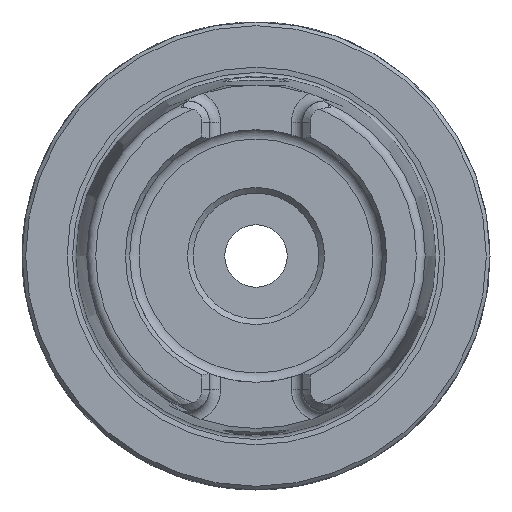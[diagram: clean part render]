
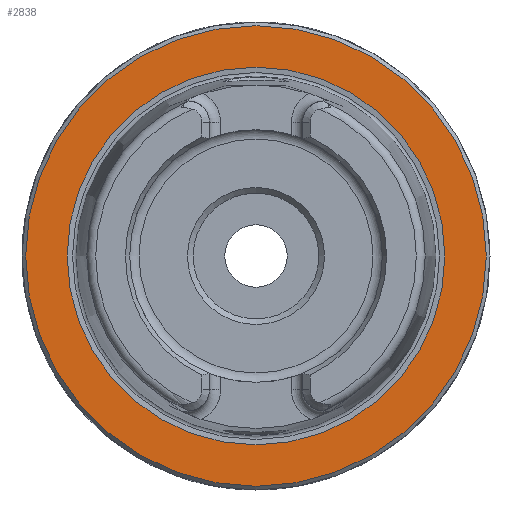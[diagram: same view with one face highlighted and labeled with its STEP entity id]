
A CAD part, left-side view. The second image highlights one B-rep face of the part: STEP entity #2838.
In plain terms, the highlighted planar face has unit normal (-1, 0, 0).
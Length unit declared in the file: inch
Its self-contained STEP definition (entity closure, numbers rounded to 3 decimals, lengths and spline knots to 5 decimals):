
#2804=CARTESIAN_POINT('',(0.0,1.22047,0.));
#2805=VERTEX_POINT('',#2804);
#2806=CARTESIAN_POINT('',(0.0,0.0,0.0));
#2807=DIRECTION('',(1.0,0.0,0.0));
#2808=DIRECTION('',(0.0,-1.0,0.0));
#2809=AXIS2_PLACEMENT_3D('',#2806,#2807,#2808);
#2810=CIRCLE('',#2809,1.22047);
#2811=EDGE_CURVE('',#2805,#2805,#2810,.T.);
#2819=CARTESIAN_POINT('',(0.0,0.62008,0.0));
#2820=DIRECTION('',(-1.0,0.0,0.0));
#2821=DIRECTION('',(0.0,0.0,1.0));
#2822=AXIS2_PLACEMENT_3D('',#2819,#2820,#2821);
#2823=PLANE('',#2822);
#2824=ORIENTED_EDGE('',*,*,#2811,.F.);
#2825=EDGE_LOOP('',(#2824));
#2826=FACE_OUTER_BOUND('',#2825,.T.);
#2827=CARTESIAN_POINT('',(0.0,1.0008,0.0));
#2828=VERTEX_POINT('',#2827);
#2829=CARTESIAN_POINT('',(0.0,0.0,0.0));
#2830=DIRECTION('',(1.0,0.0,0.0));
#2831=DIRECTION('',(0.0,1.0,0.0));
#2832=AXIS2_PLACEMENT_3D('',#2829,#2830,#2831);
#2833=CIRCLE('',#2832,1.0008);
#2834=EDGE_CURVE('',#2828,#2828,#2833,.T.);
#2835=ORIENTED_EDGE('',*,*,#2834,.T.);
#2836=EDGE_LOOP('',(#2835));
#2837=FACE_BOUND('',#2836,.T.);
#2838=ADVANCED_FACE('',(#2826,#2837),#2823,.T.);
